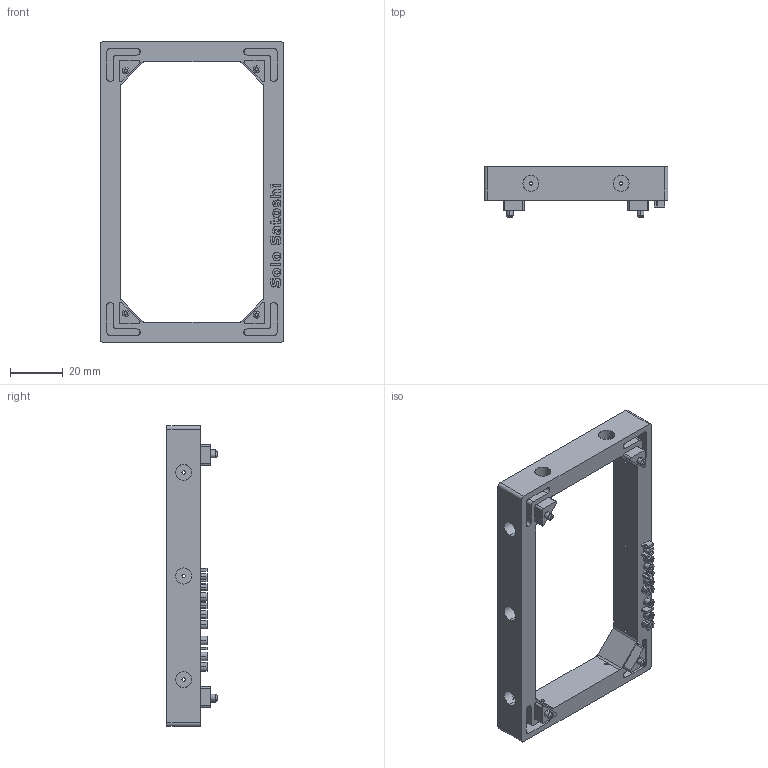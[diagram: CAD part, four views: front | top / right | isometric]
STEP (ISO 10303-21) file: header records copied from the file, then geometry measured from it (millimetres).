
FILE_DESCRIPTION (( 'STEP AP214' ), '1' );
FILE_NAME ('SoloSatoshiStackableStand.STEP', '2025-01-02T23:51:06', ( '' ), ( '' ), 'SwSTEP 2.0', 'SolidWorks 2025', '' );
FILE_SCHEMA (( 'AUTOMOTIVE_DESIGN' ));
Length unit declared in the file: inch
Products named in the file (1): SoloSatoshiStackableStand
Bounding box: 69.85 x 19.05 x 114.3 mm (x, y, z)
Volume: 31316 mm3; surface area: 17817.8 mm2
Topology: 1 solids, 1 shells, 391 faces, 1081 edges, 718 vertices
Faces by surface type: plane 152, cylinder 122, bspline 109, torus 8
Entity records: 17140 total; most frequent: CARTESIAN_POINT 7572, ORIENTED_EDGE 2162, DIRECTION 1657, EDGE_CURVE 1081, VERTEX_POINT 718, VECTOR 571, LINE 571, AXIS2_PLACEMENT_3D 543
